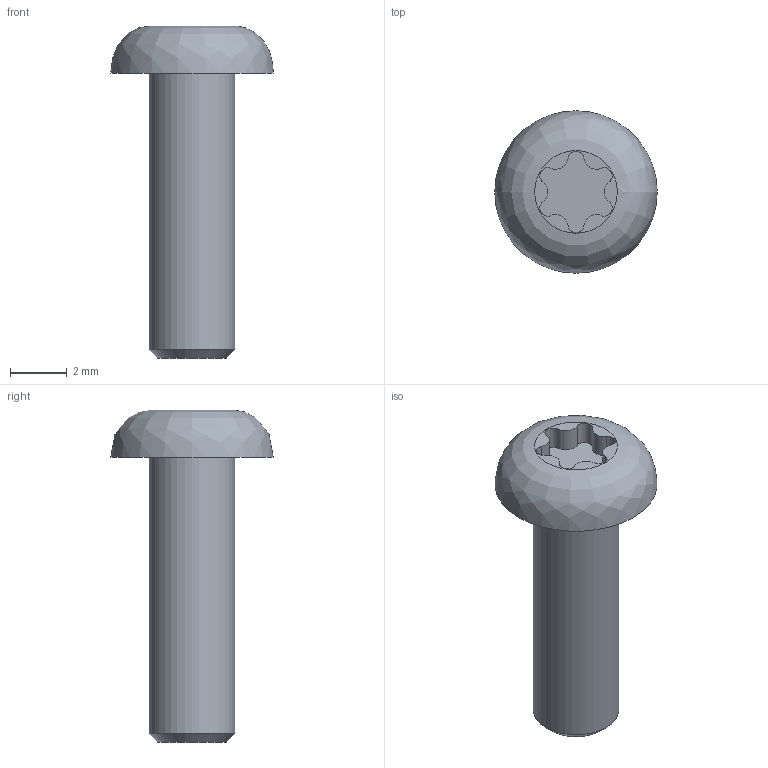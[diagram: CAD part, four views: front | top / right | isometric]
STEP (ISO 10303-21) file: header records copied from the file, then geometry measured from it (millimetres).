
FILE_DESCRIPTION(('FreeCAD Model'),'2;1');
FILE_NAME( 'torx_socket_button_head_M3x10.step', '2020-02-20T20:48:09',('Author'),(''), 'Open CASCADE STEP processor 7.3','FreeCAD','Unknown');
FILE_SCHEMA(('AUTOMOTIVE_DESIGN { 1 0 10303 214 1 1 1 1 }'));
Length unit declared in the file: millimetre
Products named in the file (1): VITE_TESTA_BOMBATA_TORX
Bounding box: 5.7 x 5.7 x 11.65 mm (x, y, z)
Volume: 101.2 mm3; surface area: 168.8 mm2
Topology: 1 solids, 1 shells, 19 faces, 44 edges, 29 vertices
Faces by surface type: cylinder 13, plane 4, cone 1, revolution 1
Full cylindrical faces by diameter (mm): 3 x1
Entity records: 1317 total; most frequent: CARTESIAN_POINT 260, DIRECTION 187, ORIENTED_EDGE 88, PCURVE 88, DEFINITIONAL_REPRESENTATION 88, LINE 74, VECTOR 74, AXIS2_PLACEMENT_3D 48
